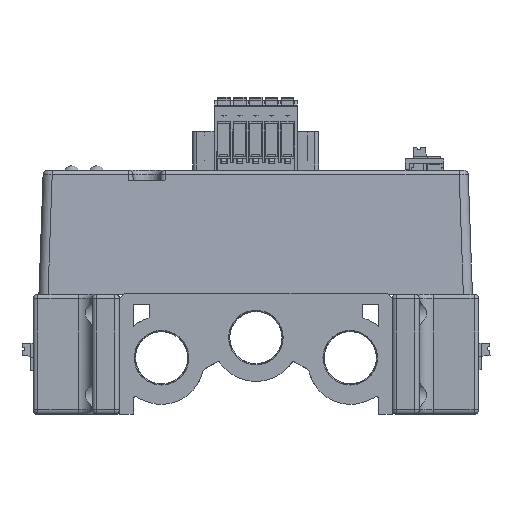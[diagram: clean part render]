
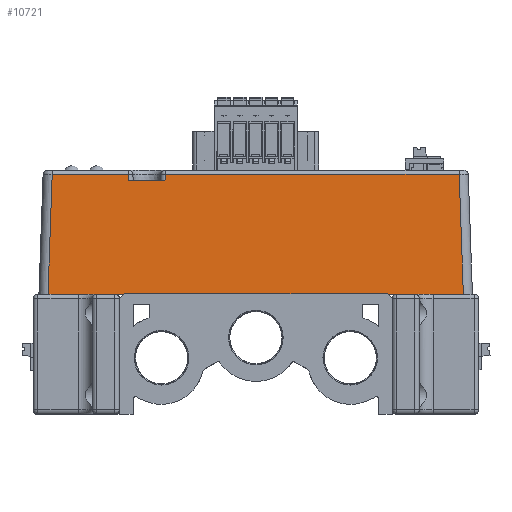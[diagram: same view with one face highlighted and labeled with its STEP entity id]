
A CAD part, front view. The second image highlights one B-rep face of the part: STEP entity #10721.
In plain terms, the highlighted planar face has unit normal (0, -0.999, 0.035).
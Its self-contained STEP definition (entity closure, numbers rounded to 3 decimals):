
#3342=FACE_OUTER_BOUND('',#47677,.T.);
#10721=ADVANCED_FACE('',(#3342),#16321,.T.);
#16321=PLANE('',#117809);
#19974=LINE('',#156359,#32575);
#22428=LINE('',#163887,#35029);
#22597=LINE('',#164391,#35198);
#22637=LINE('',#164526,#35238);
#22638=LINE('',#164528,#35239);
#22639=LINE('',#164530,#35240);
#22640=LINE('',#164532,#35241);
#22641=LINE('',#164534,#35242);
#22642=LINE('',#164536,#35243);
#22643=LINE('',#164537,#35244);
#32575=VECTOR('',#124959,1.);
#35029=VECTOR('',#130639,1.);
#35198=VECTOR('',#130956,1.);
#35238=VECTOR('',#131076,1.);
#35239=VECTOR('',#131077,1.);
#35240=VECTOR('',#131078,1.);
#35241=VECTOR('',#131079,1.);
#35242=VECTOR('',#131080,1.);
#35243=VECTOR('',#131081,1.);
#35244=VECTOR('',#131082,1.);
#47677=EDGE_LOOP('',(#60087,#60088,#60089,#60090,#60091,#60092,#60093,#60094,
#60095,#60096));
#60087=ORIENTED_EDGE('',*,*,#100595,.T.);
#60088=ORIENTED_EDGE('',*,*,#100656,.T.);
#60089=ORIENTED_EDGE('',*,*,#100657,.F.);
#60090=ORIENTED_EDGE('',*,*,#100658,.T.);
#60091=ORIENTED_EDGE('',*,*,#100659,.T.);
#60092=ORIENTED_EDGE('',*,*,#100660,.T.);
#60093=ORIENTED_EDGE('',*,*,#100661,.T.);
#60094=ORIENTED_EDGE('',*,*,#100363,.T.);
#60095=ORIENTED_EDGE('',*,*,#97272,.T.);
#60096=ORIENTED_EDGE('',*,*,#100662,.T.);
#86207=VERTEX_POINT('',#156358);
#86208=VERTEX_POINT('',#156360);
#88237=VERTEX_POINT('',#163888);
#88463=VERTEX_POINT('',#164390);
#88464=VERTEX_POINT('',#164392);
#88507=VERTEX_POINT('',#164527);
#88508=VERTEX_POINT('',#164529);
#88509=VERTEX_POINT('',#164531);
#88510=VERTEX_POINT('',#164533);
#88511=VERTEX_POINT('',#164535);
#97272=EDGE_CURVE('',#86208,#86207,#19974,.T.);
#100363=EDGE_CURVE('',#88237,#86208,#22428,.T.);
#100595=EDGE_CURVE('',#88464,#88463,#22597,.T.);
#100656=EDGE_CURVE('',#88463,#88507,#22637,.T.);
#100657=EDGE_CURVE('',#88508,#88507,#22638,.T.);
#100658=EDGE_CURVE('',#88508,#88509,#22639,.T.);
#100659=EDGE_CURVE('',#88509,#88510,#22640,.T.);
#100660=EDGE_CURVE('',#88510,#88511,#22641,.T.);
#100661=EDGE_CURVE('',#88511,#88237,#22642,.T.);
#100662=EDGE_CURVE('',#86207,#88464,#22643,.T.);
#117809=AXIS2_PLACEMENT_3D('',#164538,#131083,#131084);
#124959=DIRECTION('',(1.,0.,0.));
#130639=DIRECTION('',(1.,0.,0.));
#130956=DIRECTION('',(-1.,0.,0.));
#131076=DIRECTION('',(-0.044,-0.035,-0.998));
#131077=DIRECTION('',(1.,0.,0.));
#131078=DIRECTION('',(-0.044,0.035,0.998));
#131079=DIRECTION('',(-1.,0.,0.));
#131080=DIRECTION('',(-0.035,-0.035,-0.999));
#131081=DIRECTION('',(1.,0.,0.));
#131082=DIRECTION('',(-0.035,0.035,0.999));
#131083=DIRECTION('',(0.,-0.999,0.035));
#131084=DIRECTION('',(0.,-0.035,-0.999));
#156358=CARTESIAN_POINT('',(895.687,-1316.826,-0.1));
#156359=CARTESIAN_POINT('',(880.05,-1316.826,-0.1));
#156360=CARTESIAN_POINT('',(881.05,-1316.826,-0.1));
#163887=CARTESIAN_POINT('',(880.05,-1316.826,-0.1));
#163888=CARTESIAN_POINT('',(819.05,-1316.826,-0.1));
#164390=CARTESIAN_POINT('',(830.108,-1315.907,26.235));
#164391=CARTESIAN_POINT('',(829.05,-1315.907,26.235));
#164392=CARTESIAN_POINT('',(894.767,-1315.907,26.235));
#164526=CARTESIAN_POINT('',(830.048,-1315.955,24.856));
#164527=CARTESIAN_POINT('',(830.049,-1315.953,24.9));
#164528=CARTESIAN_POINT('',(826.05,-1315.953,24.9));
#164529=CARTESIAN_POINT('',(822.051,-1315.953,24.9));
#164530=CARTESIAN_POINT('',(821.994,-1315.908,26.191));
#164531=CARTESIAN_POINT('',(821.992,-1315.907,26.235));
#164532=CARTESIAN_POINT('',(805.266,-1315.907,26.235));
#164533=CARTESIAN_POINT('',(805.233,-1315.907,26.235));
#164534=CARTESIAN_POINT('',(804.056,-1317.083,-7.463));
#164535=CARTESIAN_POINT('',(804.313,-1316.826,-0.1));
#164536=CARTESIAN_POINT('',(880.05,-1316.826,-0.1));
#164537=CARTESIAN_POINT('',(895.944,-1317.083,-7.463));
#164538=CARTESIAN_POINT('',(850.,-1317.141,-9.1));
